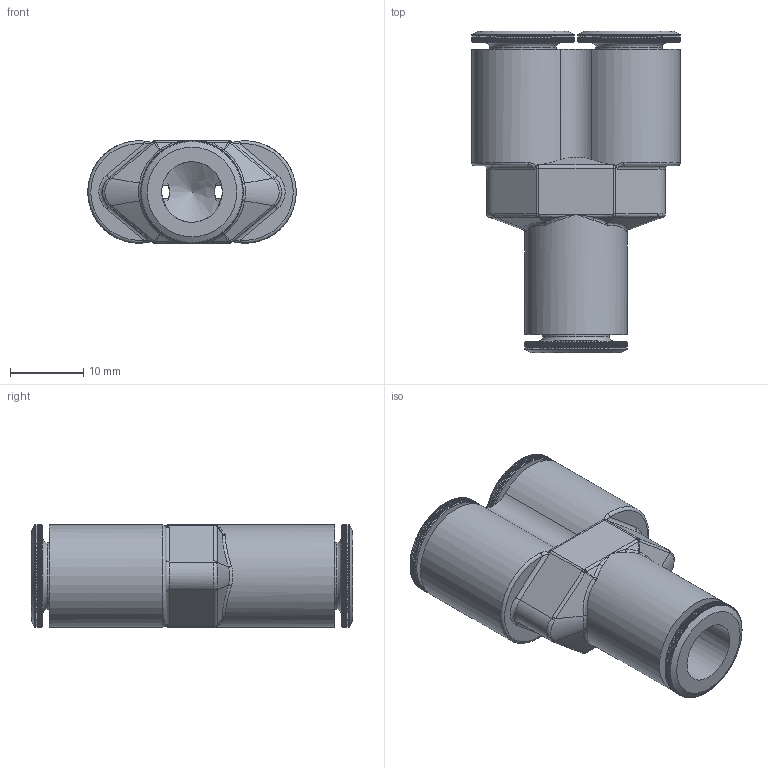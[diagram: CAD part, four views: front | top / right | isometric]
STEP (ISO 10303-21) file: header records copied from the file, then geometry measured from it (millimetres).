
FILE_DESCRIPTION((''),'2;1');
FILE_NAME('Y_Anschluss fuer 8er Schlauch A27005040.stp','2006-03-02T09:00:44',('ScheitB'),(''),'Autodesk Inventor 10','Autodesk Inventor 10','');
FILE_SCHEMA(('AUTOMOTIVE_DESIGN { 1 0 10303 214 1 1 1 1 }'));
Length unit declared in the file: millimetre
Products named in the file (1): anyps02a
Bounding box: 28.5 x 44 x 14 mm (x, y, z)
Volume: 6876.4 mm3; surface area: 5420.6 mm2
Topology: 1 solids, 1 shells, 1927 faces, 5706 edges, 3767 vertices
Faces by surface type: plane 1218, cylinder 624, bspline 65, sphere 12, cone 6, torus 2
Full cylindrical faces by diameter (mm): 9.1 x3, 14 x1
Entity records: 65870 total; most frequent: CARTESIAN_POINT 20907, ORIENTED_EDGE 11322, DIRECTION 8180, EDGE_CURVE 5661, VERTEX_POINT 3757, AXIS2_PLACEMENT_3D 3172, EDGE_LOOP 1952, FACE_OUTER_BOUND 1927
